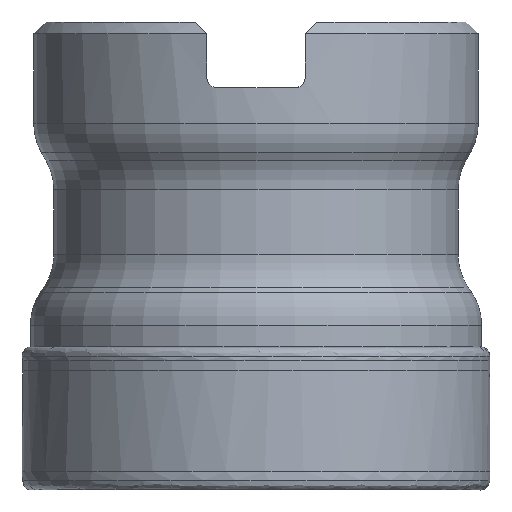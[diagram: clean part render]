
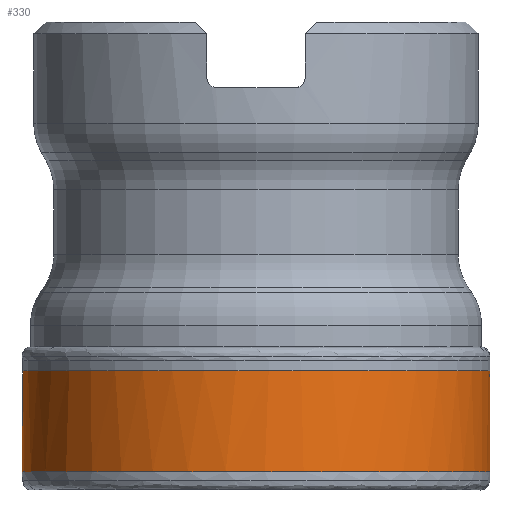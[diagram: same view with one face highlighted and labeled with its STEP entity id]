
A CAD part, front view. The second image highlights one B-rep face of the part: STEP entity #330.
In plain terms, the highlighted face is a revolution surface.
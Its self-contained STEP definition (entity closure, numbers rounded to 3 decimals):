
#32=SURFACE_OF_REVOLUTION('',#256,#40);
#40=AXIS1_PLACEMENT('',#1914,#1297);
#49=(
BOUNDED_CURVE()
B_SPLINE_CURVE(3,(#1899,#1900,#1901,#1902,#1903,#1904,#1905),
 .UNSPECIFIED.,.T.,.F.)
B_SPLINE_CURVE_WITH_KNOTS((1,3,3,3,1),(-0.5,0.,0.5,1.,1.5),
 .UNSPECIFIED.)
CURVE()
GEOMETRIC_REPRESENTATION_ITEM()
RATIONAL_B_SPLINE_CURVE((1.,0.333,0.333,1.,0.333,
0.333,1.))
REPRESENTATION_ITEM('')
);
#167=FACE_BOUND('',#469,.T.);
#168=FACE_BOUND('',#470,.T.);
#254=B_SPLINE_CURVE_WITH_KNOTS('',3,(#1763,#1764,#1765,#1766,#1767,#1768,
#1769,#1770,#1771,#1772,#1773,#1774,#1775,#1776,#1777,#1778,#1779,#1780,
#1781,#1782,#1783,#1784,#1785,#1786,#1787,#1788,#1789,#1790,#1791,#1792,
#1793,#1794,#1795,#1796,#1797,#1798,#1799,#1800,#1801,#1802,#1803,#1804,
#1805,#1806,#1807,#1808,#1809,#1810,#1811,#1812,#1813,#1814,#1815,#1816,
#1817,#1818,#1819,#1820,#1821,#1822,#1823,#1824,#1825,#1826,#1827,#1828),
 .UNSPECIFIED.,.T.,.F.,(2,2,2,2,2,2,2,2,2,2,2,2,2,2,2,2,2,2,2,2,2,2,2,2,
2,2,2,2,2,2,2,2,2,2,2),(-0.031,0.,0.031,0.063,
0.094,0.125,0.156,0.188,0.219,0.25,0.281,0.313,0.344,
0.375,0.406,0.438,0.469,0.5,0.531,0.563,0.594,0.625,0.656,0.688,
0.719,0.75,0.781,0.813,0.844,0.875,0.906,0.938,0.969,1.,1.031),
 .UNSPECIFIED.);
#256=B_SPLINE_CURVE_WITH_KNOTS('',3,(#1907,#1908,#1909,#1910,#1911,#1912,
#1913),.UNSPECIFIED.,.F.,.F.,(4,3,4),(0.,0.01,1.),
 .UNSPECIFIED.);
#330=ADVANCED_FACE('',(#167,#168),#32,.T.);
#469=EDGE_LOOP('',(#714));
#470=EDGE_LOOP('',(#715));
#714=ORIENTED_EDGE('',*,*,#930,.T.);
#715=ORIENTED_EDGE('',*,*,#928,.F.);
#823=VERTEX_POINT('',#1829);
#825=VERTEX_POINT('',#1906);
#928=EDGE_CURVE('',#823,#823,#254,.T.);
#930=EDGE_CURVE('',#825,#825,#49,.T.);
#1297=DIRECTION('',(0.,0.,1.));
#1763=CARTESIAN_POINT('',(19.966,-1.307,-29.824));
#1764=CARTESIAN_POINT('',(19.966,1.307,-29.824));
#1765=CARTESIAN_POINT('',(19.838,2.614,-29.824));
#1766=CARTESIAN_POINT('',(19.328,5.177,-29.824));
#1767=CARTESIAN_POINT('',(18.947,6.433,-29.824));
#1768=CARTESIAN_POINT('',(17.946,8.848,-29.824));
#1769=CARTESIAN_POINT('',(17.327,10.006,-29.824));
#1770=CARTESIAN_POINT('',(15.875,12.179,-29.824));
#1771=CARTESIAN_POINT('',(15.042,13.194,-29.824));
#1772=CARTESIAN_POINT('',(13.194,15.042,-29.824));
#1773=CARTESIAN_POINT('',(12.179,15.875,-29.824));
#1774=CARTESIAN_POINT('',(10.006,17.327,-29.824));
#1775=CARTESIAN_POINT('',(8.848,17.946,-29.824));
#1776=CARTESIAN_POINT('',(6.433,18.947,-29.824));
#1777=CARTESIAN_POINT('',(5.177,19.328,-29.824));
#1778=CARTESIAN_POINT('',(2.614,19.838,-29.824));
#1779=CARTESIAN_POINT('',(1.307,19.966,-29.824));
#1780=CARTESIAN_POINT('',(-1.307,19.966,-29.824));
#1781=CARTESIAN_POINT('',(-2.614,19.838,-29.824));
#1782=CARTESIAN_POINT('',(-5.177,19.328,-29.824));
#1783=CARTESIAN_POINT('',(-6.433,18.947,-29.824));
#1784=CARTESIAN_POINT('',(-8.848,17.946,-29.824));
#1785=CARTESIAN_POINT('',(-10.006,17.327,-29.824));
#1786=CARTESIAN_POINT('',(-12.179,15.875,-29.824));
#1787=CARTESIAN_POINT('',(-13.194,15.042,-29.824));
#1788=CARTESIAN_POINT('',(-15.042,13.194,-29.824));
#1789=CARTESIAN_POINT('',(-15.875,12.179,-29.824));
#1790=CARTESIAN_POINT('',(-17.327,10.006,-29.824));
#1791=CARTESIAN_POINT('',(-17.946,8.848,-29.824));
#1792=CARTESIAN_POINT('',(-18.947,6.433,-29.824));
#1793=CARTESIAN_POINT('',(-19.328,5.177,-29.824));
#1794=CARTESIAN_POINT('',(-19.838,2.614,-29.824));
#1795=CARTESIAN_POINT('',(-19.966,1.307,-29.824));
#1796=CARTESIAN_POINT('',(-19.966,-1.307,-29.824));
#1797=CARTESIAN_POINT('',(-19.838,-2.614,-29.824));
#1798=CARTESIAN_POINT('',(-19.328,-5.177,-29.824));
#1799=CARTESIAN_POINT('',(-18.947,-6.433,-29.824));
#1800=CARTESIAN_POINT('',(-17.946,-8.848,-29.824));
#1801=CARTESIAN_POINT('',(-17.327,-10.006,-29.824));
#1802=CARTESIAN_POINT('',(-15.875,-12.179,-29.824));
#1803=CARTESIAN_POINT('',(-15.042,-13.194,-29.824));
#1804=CARTESIAN_POINT('',(-13.194,-15.042,-29.824));
#1805=CARTESIAN_POINT('',(-12.179,-15.875,-29.824));
#1806=CARTESIAN_POINT('',(-10.006,-17.327,-29.824));
#1807=CARTESIAN_POINT('',(-8.848,-17.946,-29.824));
#1808=CARTESIAN_POINT('',(-6.433,-18.947,-29.824));
#1809=CARTESIAN_POINT('',(-5.177,-19.328,-29.824));
#1810=CARTESIAN_POINT('',(-2.614,-19.838,-29.824));
#1811=CARTESIAN_POINT('',(-1.307,-19.966,-29.824));
#1812=CARTESIAN_POINT('',(1.307,-19.966,-29.824));
#1813=CARTESIAN_POINT('',(2.614,-19.838,-29.824));
#1814=CARTESIAN_POINT('',(5.177,-19.328,-29.824));
#1815=CARTESIAN_POINT('',(6.433,-18.947,-29.824));
#1816=CARTESIAN_POINT('',(8.848,-17.946,-29.824));
#1817=CARTESIAN_POINT('',(10.006,-17.327,-29.824));
#1818=CARTESIAN_POINT('',(12.179,-15.875,-29.824));
#1819=CARTESIAN_POINT('',(13.194,-15.042,-29.824));
#1820=CARTESIAN_POINT('',(15.042,-13.194,-29.824));
#1821=CARTESIAN_POINT('',(15.875,-12.179,-29.824));
#1822=CARTESIAN_POINT('',(17.327,-10.006,-29.824));
#1823=CARTESIAN_POINT('',(17.946,-8.848,-29.824));
#1824=CARTESIAN_POINT('',(18.947,-6.433,-29.824));
#1825=CARTESIAN_POINT('',(19.328,-5.177,-29.824));
#1826=CARTESIAN_POINT('',(19.838,-2.614,-29.824));
#1827=CARTESIAN_POINT('',(19.966,-1.307,-29.824));
#1828=CARTESIAN_POINT('',(19.966,1.307,-29.824));
#1829=CARTESIAN_POINT('',(19.966,0.,-29.824));
#1899=CARTESIAN_POINT('',(19.976,0.,-38.417));
#1900=CARTESIAN_POINT('',(19.976,39.953,-38.417));
#1901=CARTESIAN_POINT('',(-19.976,39.953,-38.417));
#1902=CARTESIAN_POINT('',(-19.976,0.,-38.417));
#1903=CARTESIAN_POINT('',(-19.976,-39.953,-38.417));
#1904=CARTESIAN_POINT('',(19.976,-39.953,-38.417));
#1905=CARTESIAN_POINT('',(19.976,0.,-38.417));
#1906=CARTESIAN_POINT('',(19.976,0.,-38.417));
#1907=CARTESIAN_POINT('',(-1.584,-19.914,-38.502));
#1908=CARTESIAN_POINT('',(-1.58,-19.914,-38.474));
#1909=CARTESIAN_POINT('',(-1.577,-19.914,-38.445));
#1910=CARTESIAN_POINT('',(-1.574,-19.914,-38.417));
#1911=CARTESIAN_POINT('',(-1.273,-19.94,-35.552));
#1912=CARTESIAN_POINT('',(-0.971,-19.953,-32.688));
#1913=CARTESIAN_POINT('',(-0.668,-19.955,-29.824));
#1914=CARTESIAN_POINT('',(0.,0.,0.));
